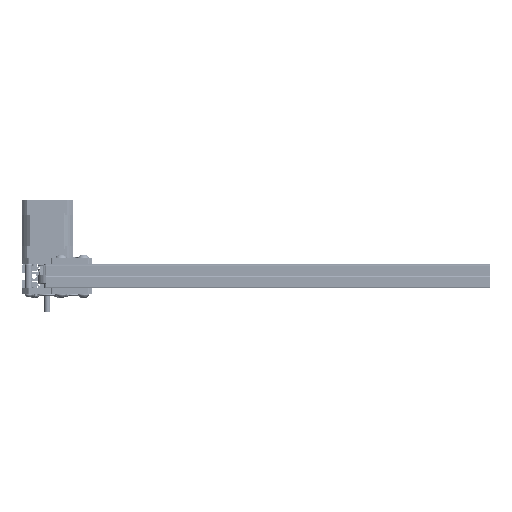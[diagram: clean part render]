
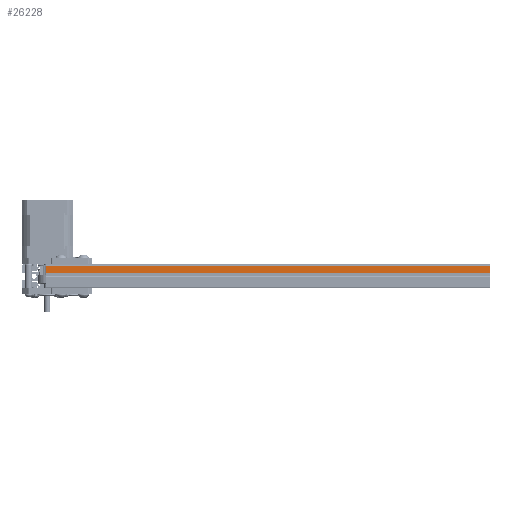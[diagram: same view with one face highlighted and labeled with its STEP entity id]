
A CAD part, left-side view. The second image highlights one B-rep face of the part: STEP entity #26228.
In plain terms, the highlighted face is planar.
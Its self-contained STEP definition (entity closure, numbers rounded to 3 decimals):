
#2104=PLANE('',#29533);
#3506=FACE_OUTER_BOUND('',#5201,.T.);
#5201=EDGE_LOOP('',(#23647,#23648,#23649,#23650));
#7183=LINE('',#47510,#9303);
#7184=LINE('',#47513,#9304);
#7185=LINE('',#47515,#9305);
#7186=LINE('',#47516,#9306);
#9303=VECTOR('',#37311,1000.);
#9304=VECTOR('',#37314,1000.);
#9305=VECTOR('',#37315,10.);
#9306=VECTOR('',#37316,1000.);
#13152=VERTEX_POINT('',#47506);
#13153=VERTEX_POINT('',#47508);
#13154=VERTEX_POINT('',#47512);
#13155=VERTEX_POINT('',#47514);
#16714=EDGE_CURVE('',#13153,#13152,#7183,.T.);
#16715=EDGE_CURVE('',#13152,#13154,#7184,.T.);
#16716=EDGE_CURVE('',#13153,#13155,#7185,.T.);
#16717=EDGE_CURVE('',#13155,#13154,#7186,.T.);
#23647=ORIENTED_EDGE('',*,*,#16715,.F.);
#23648=ORIENTED_EDGE('',*,*,#16714,.F.);
#23649=ORIENTED_EDGE('',*,*,#16716,.T.);
#23650=ORIENTED_EDGE('',*,*,#16717,.T.);
#26228=ADVANCED_FACE('',(#3506),#2104,.T.);
#29533=AXIS2_PLACEMENT_3D('',#47511,#37312,#37313);
#37311=DIRECTION('',(0.,0.,1.));
#37312=DIRECTION('center_axis',(0.,1.,0.));
#37313=DIRECTION('ref_axis',(0.,0.,1.));
#37314=DIRECTION('',(-1.,0.,0.));
#37315=DIRECTION('',(-1.,0.,0.));
#37316=DIRECTION('',(0.,0.,1.));
#47506=CARTESIAN_POINT('',(-3.,10.,20.));
#47508=CARTESIAN_POINT('',(-3.,10.,-350.));
#47510=CARTESIAN_POINT('',(-3.,10.,-200.));
#47511=CARTESIAN_POINT('Origin',(-3.,10.,-200.));
#47512=CARTESIAN_POINT('',(-9.,10.,20.));
#47513=CARTESIAN_POINT('',(-3.,10.,20.));
#47514=CARTESIAN_POINT('',(-9.,10.,-350.));
#47515=CARTESIAN_POINT('',(-6.,10.,-350.));
#47516=CARTESIAN_POINT('',(-9.,10.,-200.));
